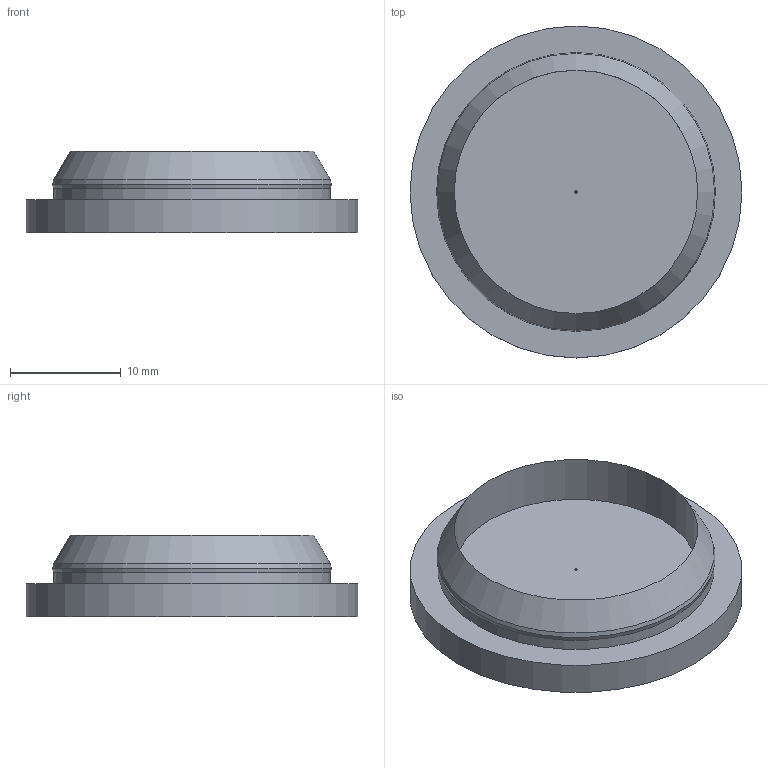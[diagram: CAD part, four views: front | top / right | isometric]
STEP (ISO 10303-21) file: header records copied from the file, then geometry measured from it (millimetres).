
FILE_DESCRIPTION(('FreeCAD Model'),'2;1');
FILE_NAME('Open CASCADE Shape Model','2025-09-03T20:17:38',(''),(''), 'Open CASCADE STEP processor 7.6','FreeCAD','Unknown');
FILE_SCHEMA(('AUTOMOTIVE_DESIGN { 1 0 10303 214 1 1 1 1 }'));
Length unit declared in the file: millimetre
Products named in the file (1): Cover
Bounding box: 30 x 30 x 7.4 mm (x, y, z)
Volume: 2009.4 mm3; surface area: 2683.5 mm2
Topology: 1 solids, 1 shells, 22 faces, 35 edges, 22 vertices
Faces by surface type: cylinder 10, plane 9, cone 3
Full cylindrical faces by diameter (mm): 0.2 x1, 4.457 x1, 8.714 x1, 12.971 x1, 17.229 x1, 21.486 x1, 22 x1, 25 x1, 25.743 x1, 30 x1
Entity records: 996 total; most frequent: DIRECTION 171, CARTESIAN_POINT 162, ORIENTED_EDGE 70, PCURVE 70, DEFINITIONAL_REPRESENTATION 70, LINE 65, VECTOR 65, AXIS2_PLACEMENT_3D 45
